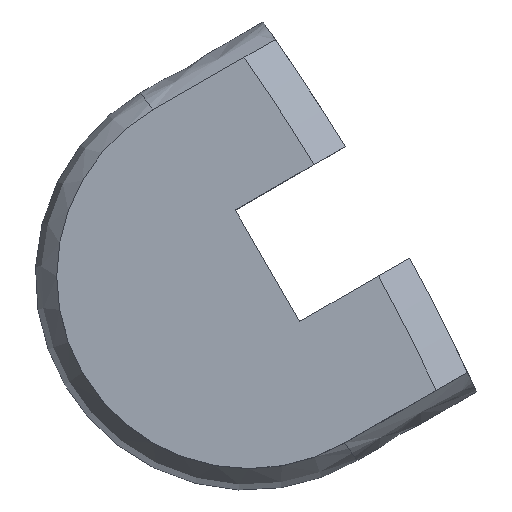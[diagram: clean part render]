
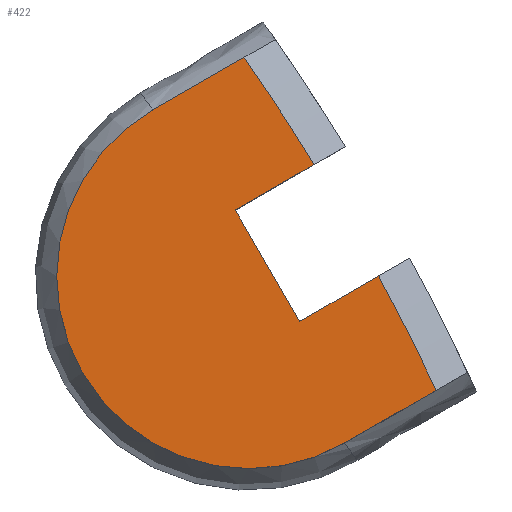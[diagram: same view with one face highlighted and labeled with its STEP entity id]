
A CAD part, top view. The second image highlights one B-rep face of the part: STEP entity #422.
In plain terms, the highlighted planar face has unit normal (0, 0, 1).
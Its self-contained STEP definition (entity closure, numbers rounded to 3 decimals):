
#29=CIRCLE('',#456,104.972);
#30=CIRCLE('',#458,104.972);
#36=CIRCLE('',#469,8.95);
#61=FACE_OUTER_BOUND('',#85,.T.);
#85=EDGE_LOOP('',(#324,#325,#326,#327,#328,#329,#330,#331));
#100=LINE('',#612,#138);
#108=LINE('',#629,#146);
#116=LINE('',#644,#154);
#122=LINE('',#698,#160);
#123=LINE('',#700,#161);
#138=VECTOR('',#494,10.);
#146=VECTOR('',#504,10.);
#154=VECTOR('',#514,10.);
#160=VECTOR('',#550,10.);
#161=VECTOR('',#551,10.);
#176=VERTEX_POINT('',#610);
#177=VERTEX_POINT('',#611);
#184=VERTEX_POINT('',#627);
#185=VERTEX_POINT('',#628);
#192=VERTEX_POINT('',#647);
#195=VERTEX_POINT('',#654);
#202=VERTEX_POINT('',#697);
#203=VERTEX_POINT('',#699);
#216=EDGE_CURVE('',#176,#177,#100,.T.);
#224=EDGE_CURVE('',#184,#185,#108,.T.);
#232=EDGE_CURVE('',#177,#184,#116,.T.);
#236=EDGE_CURVE('',#192,#176,#29,.T.);
#238=EDGE_CURVE('',#185,#195,#30,.T.);
#250=EDGE_CURVE('',#202,#192,#122,.T.);
#251=EDGE_CURVE('',#195,#203,#123,.T.);
#252=EDGE_CURVE('',#203,#202,#36,.T.);
#324=ORIENTED_EDGE('',*,*,#250,.T.);
#325=ORIENTED_EDGE('',*,*,#236,.T.);
#326=ORIENTED_EDGE('',*,*,#216,.T.);
#327=ORIENTED_EDGE('',*,*,#232,.T.);
#328=ORIENTED_EDGE('',*,*,#224,.T.);
#329=ORIENTED_EDGE('',*,*,#238,.T.);
#330=ORIENTED_EDGE('',*,*,#251,.T.);
#331=ORIENTED_EDGE('',*,*,#252,.T.);
#405=PLANE('',#468);
#422=ADVANCED_FACE('',(#61),#405,.T.);
#456=AXIS2_PLACEMENT_3D('',#651,#521,#522);
#458=AXIS2_PLACEMENT_3D('',#656,#526,#527);
#468=AXIS2_PLACEMENT_3D('',#696,#548,#549);
#469=AXIS2_PLACEMENT_3D('',#701,#552,#553);
#494=DIRECTION('',(-0.866,-0.5,0.));
#504=DIRECTION('',(0.866,0.5,0.));
#514=DIRECTION('',(-0.5,0.866,0.));
#521=DIRECTION('center_axis',(0.,0.,1.));
#522=DIRECTION('ref_axis',(0.,1.,0.));
#526=DIRECTION('center_axis',(0.,0.,1.));
#527=DIRECTION('ref_axis',(0.,1.,0.));
#548=DIRECTION('center_axis',(0.,0.,1.));
#549=DIRECTION('ref_axis',(1.,0.,0.));
#550=DIRECTION('',(0.866,0.5,0.));
#551=DIRECTION('',(-0.866,-0.5,0.));
#552=DIRECTION('center_axis',(0.,0.,1.));
#553=DIRECTION('ref_axis',(-0.5,0.866,0.));
#610=CARTESIAN_POINT('',(92.371,49.866,93.632));
#611=CARTESIAN_POINT('',(88.696,47.745,93.632));
#612=CARTESIAN_POINT('',(34.695,16.567,93.632));
#627=CARTESIAN_POINT('',(85.696,52.941,93.632));
#628=CARTESIAN_POINT('',(89.371,55.063,93.632));
#629=CARTESIAN_POINT('',(36.469,24.519,93.632));
#644=CARTESIAN_POINT('',(96.849,33.623,93.632));
#647=CARTESIAN_POINT('',(95.052,44.544,93.632));
#651=CARTESIAN_POINT('Origin',(0.,0.,93.632));
#654=CARTESIAN_POINT('',(86.102,60.046,93.632));
#656=CARTESIAN_POINT('Origin',(0.,0.,93.632));
#696=CARTESIAN_POINT('Origin',(0.,-48.05,93.632));
#697=CARTESIAN_POINT('',(90.802,42.09,93.632));
#698=CARTESIAN_POINT('',(37.235,11.163,93.632));
#699=CARTESIAN_POINT('',(81.859,57.596,93.632));
#700=CARTESIAN_POINT('',(31.14,28.313,93.632));
#701=CARTESIAN_POINT('Origin',(86.33,49.843,93.632));
